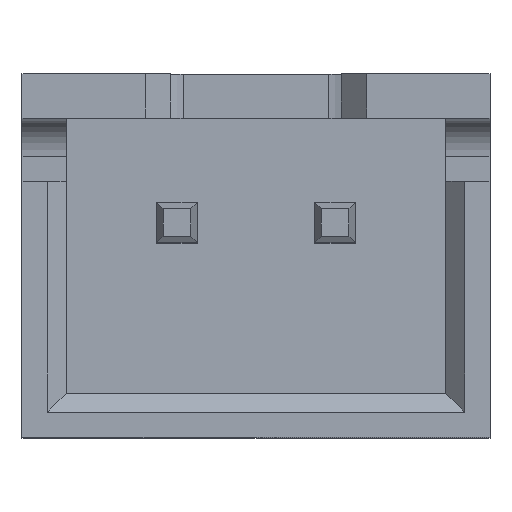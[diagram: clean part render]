
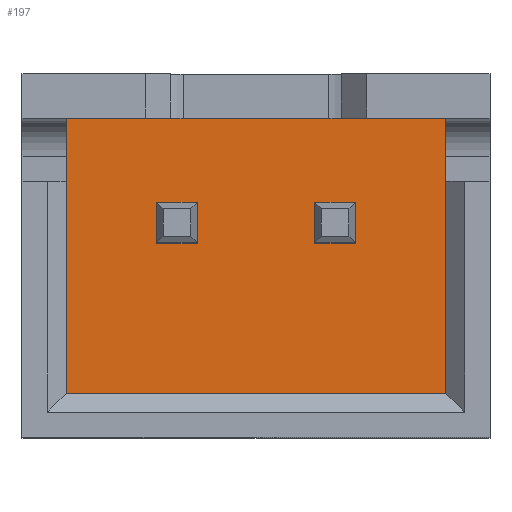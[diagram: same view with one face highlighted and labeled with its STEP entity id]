
A CAD part, top view. The second image highlights one B-rep face of the part: STEP entity #197.
In plain terms, the highlighted planar face has unit normal (0, 0, 1).
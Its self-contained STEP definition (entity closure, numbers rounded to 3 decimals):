
#197=ADVANCED_FACE('',(#840,#842,#844),#846,.T.);
#840=FACE_BOUND('',#841,.T.);
#841=EDGE_LOOP('',(#1365,#1366,#1367,#1368));
#842=FACE_BOUND('',#843,.T.);
#843=EDGE_LOOP('',(#1369,#1370,#1371,#1372));
#844=FACE_BOUND('',#845,.T.);
#845=EDGE_LOOP('',(#1373,#1374,#1375,#1376));
#846=PLANE('',#847);
#847=AXIS2_PLACEMENT_3D('',#848,#849,#850);
#848=CARTESIAN_POINT('',(0.,0.,2.));
#849=DIRECTION('',(0.,0.,1.));
#850=DIRECTION('',(1.,0.,0.));
#1365=ORIENTED_EDGE('',*,*,#1655,.T.);
#1366=ORIENTED_EDGE('',*,*,#1701,.T.);
#1367=ORIENTED_EDGE('',*,*,#1704,.T.);
#1368=ORIENTED_EDGE('',*,*,#1705,.F.);
#1369=ORIENTED_EDGE('',*,*,#1706,.F.);
#1370=ORIENTED_EDGE('',*,*,#1707,.F.);
#1371=ORIENTED_EDGE('',*,*,#1708,.F.);
#1372=ORIENTED_EDGE('',*,*,#1709,.F.);
#1373=ORIENTED_EDGE('',*,*,#1710,.F.);
#1374=ORIENTED_EDGE('',*,*,#1711,.F.);
#1375=ORIENTED_EDGE('',*,*,#1712,.F.);
#1376=ORIENTED_EDGE('',*,*,#1713,.F.);
#1655=EDGE_CURVE('',#1860,#1858,#1861,.T.);
#1701=EDGE_CURVE('',#1858,#1937,#1939,.T.);
#1704=EDGE_CURVE('',#1937,#1943,#1944,.T.);
#1705=EDGE_CURVE('',#1860,#1943,#1945,.T.);
#1706=EDGE_CURVE('',#1946,#1947,#1948,.T.);
#1707=EDGE_CURVE('',#1949,#1946,#1950,.T.);
#1708=EDGE_CURVE('',#1951,#1949,#1952,.T.);
#1709=EDGE_CURVE('',#1947,#1951,#1953,.T.);
#1710=EDGE_CURVE('',#1954,#1955,#1956,.T.);
#1711=EDGE_CURVE('',#1957,#1954,#1958,.T.);
#1712=EDGE_CURVE('',#1959,#1957,#1960,.T.);
#1713=EDGE_CURVE('',#1955,#1959,#1961,.T.);
#1858=VERTEX_POINT('',#2199);
#1860=VERTEX_POINT('',#2203);
#1861=LINE('',#2204,#2205);
#1937=VERTEX_POINT('',#2374);
#1939=LINE('',#2378,#2379);
#1943=VERTEX_POINT('',#2388);
#1944=LINE('',#2389,#2390);
#1945=LINE('',#2392,#2393);
#1946=VERTEX_POINT('',#2395);
#1947=VERTEX_POINT('',#2396);
#1948=LINE('',#2397,#2398);
#1949=VERTEX_POINT('',#2400);
#1950=LINE('',#2401,#2402);
#1951=VERTEX_POINT('',#2404);
#1952=LINE('',#2405,#2406);
#1953=LINE('',#2408,#2409);
#1954=VERTEX_POINT('',#2411);
#1955=VERTEX_POINT('',#2412);
#1956=LINE('',#2413,#2414);
#1957=VERTEX_POINT('',#2416);
#1958=LINE('',#2417,#2418);
#1959=VERTEX_POINT('',#2420);
#1960=LINE('',#2421,#2422);
#1961=LINE('',#2424,#2425);
#2199=CARTESIAN_POINT('',(-1.75,1.65,2.));
#2203=CARTESIAN_POINT('',(4.25,1.65,2.));
#2204=CARTESIAN_POINT('',(4.25,1.65,2.));
#2205=VECTOR('',#2206,1.);
#2206=DIRECTION('',(-1.,0.,0.));
#2374=CARTESIAN_POINT('',(-1.75,-2.7,2.));
#2378=CARTESIAN_POINT('',(-1.75,1.65,2.));
#2379=VECTOR('',#2380,1.);
#2380=DIRECTION('',(0.,-1.,0.));
#2388=CARTESIAN_POINT('',(4.25,-2.7,2.));
#2389=CARTESIAN_POINT('',(-1.75,-2.7,2.));
#2390=VECTOR('',#2391,1.);
#2391=DIRECTION('',(1.,0.,0.));
#2392=CARTESIAN_POINT('',(4.25,1.65,2.));
#2393=VECTOR('',#2394,1.);
#2394=DIRECTION('',(0.,-1.,0.));
#2395=CARTESIAN_POINT('',(2.82,0.32,2.));
#2396=CARTESIAN_POINT('',(2.18,0.32,2.));
#2397=CARTESIAN_POINT('',(2.82,0.32,2.));
#2398=VECTOR('',#2399,1.);
#2399=DIRECTION('',(-1.,0.,0.));
#2400=CARTESIAN_POINT('',(2.82,-0.32,2.));
#2401=CARTESIAN_POINT('',(2.82,-0.32,2.));
#2402=VECTOR('',#2403,1.);
#2403=DIRECTION('',(0.,1.,0.));
#2404=CARTESIAN_POINT('',(2.18,-0.32,2.));
#2405=CARTESIAN_POINT('',(2.18,-0.32,2.));
#2406=VECTOR('',#2407,1.);
#2407=DIRECTION('',(1.,0.,0.));
#2408=CARTESIAN_POINT('',(2.18,0.32,2.));
#2409=VECTOR('',#2410,1.);
#2410=DIRECTION('',(0.,-1.,0.));
#2411=CARTESIAN_POINT('',(0.32,0.32,2.));
#2412=CARTESIAN_POINT('',(-0.32,0.32,2.));
#2413=CARTESIAN_POINT('',(0.32,0.32,2.));
#2414=VECTOR('',#2415,1.);
#2415=DIRECTION('',(-1.,0.,0.));
#2416=CARTESIAN_POINT('',(0.32,-0.32,2.));
#2417=CARTESIAN_POINT('',(0.32,-0.32,2.));
#2418=VECTOR('',#2419,1.);
#2419=DIRECTION('',(0.,1.,0.));
#2420=CARTESIAN_POINT('',(-0.32,-0.32,2.));
#2421=CARTESIAN_POINT('',(-0.32,-0.32,2.));
#2422=VECTOR('',#2423,1.);
#2423=DIRECTION('',(1.,0.,0.));
#2424=CARTESIAN_POINT('',(-0.32,0.32,2.));
#2425=VECTOR('',#2426,1.);
#2426=DIRECTION('',(0.,-1.,0.));
